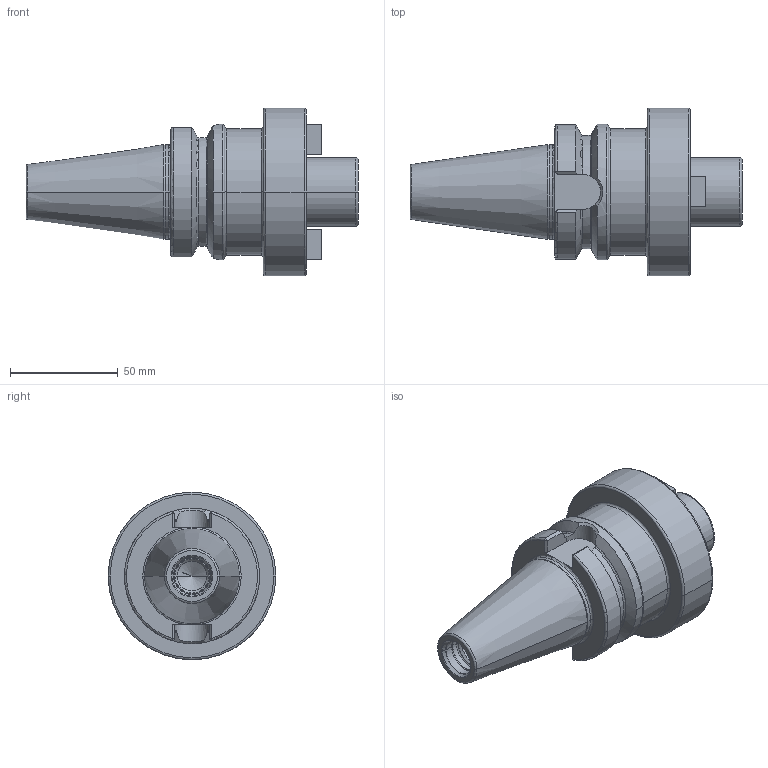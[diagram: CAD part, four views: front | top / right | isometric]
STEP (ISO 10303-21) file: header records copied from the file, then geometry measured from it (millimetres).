
FILE_DESCRIPTION((''),'2;1');
FILE_NAME('40-550-32','2011-08-22T',('mei'),(''),'PRO/ENGINEER BY PARAMETRIC TECHNOLOGY CORPORATION, 2010430','PRO/ENGINEER BY PARAMETRIC TECHNOLOGY CORPORATION, 2010430','');
FILE_SCHEMA(('CONFIG_CONTROL_DESIGN'));
Length unit declared in the file: millimetre
Products named in the file (1): 40-550-32
Bounding box: 154.4 x 78 x 78 mm (x, y, z)
Volume: 286547.6 mm3; surface area: 40283.2 mm2
Topology: 1 solids, 3 shells, 119 faces, 284 edges, 170 vertices
Faces by surface type: plane 37, torus 30, cylinder 28, cone 18, bspline 6
Entity records: 3858 total; most frequent: CARTESIAN_POINT 1087, DIRECTION 596, ORIENTED_EDGE 548, EDGE_CURVE 278, AXIS2_PLACEMENT_3D 242, VERTEX_POINT 170, EDGE_LOOP 128, CIRCLE 128
